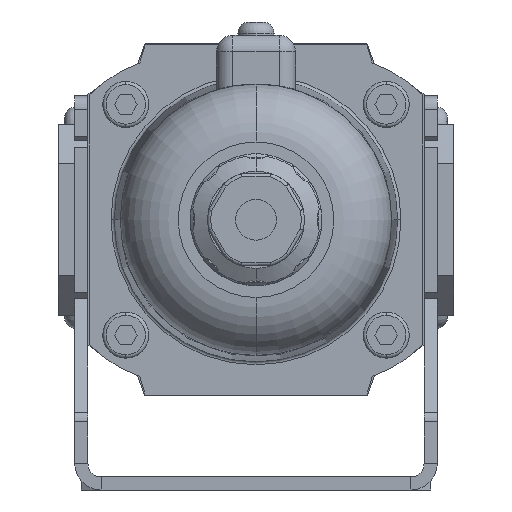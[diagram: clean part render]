
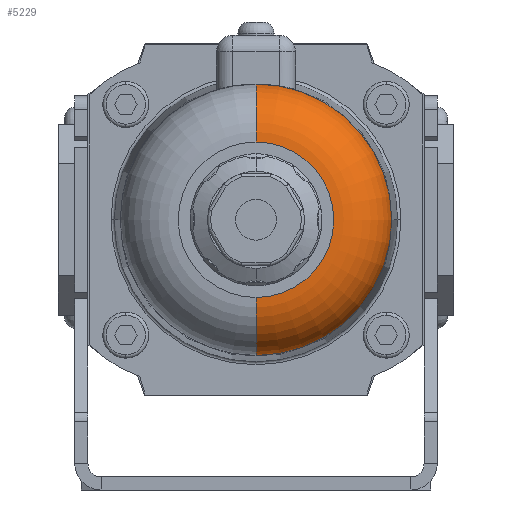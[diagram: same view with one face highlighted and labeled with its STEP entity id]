
A CAD part, front view. The second image highlights one B-rep face of the part: STEP entity #5229.
In plain terms, the highlighted toroidal (fillet/blend) face has major radius 11.794 mm and minor radius 8.8 mm.
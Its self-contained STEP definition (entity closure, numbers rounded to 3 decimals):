
#228 = DIRECTION ( 'NONE',  ( 0., 1., 0. ) ) ;
#299 = FACE_OUTER_BOUND ( 'NONE', #1890, .T. ) ;
#612 = VERTEX_POINT ( 'NONE', #8914 ) ;
#672 = AXIS2_PLACEMENT_3D ( 'NONE', #1227, #8066, #2238 ) ;
#1227 = CARTESIAN_POINT ( 'NONE',  ( 0., -112.2, -11.794 ) ) ;
#1532 = EDGE_CURVE ( 'NONE', #3896, #9357, #2703, .T. ) ;
#1890 = EDGE_LOOP ( 'NONE', ( #10837, #1950, #4710, #7942, #12090 ) ) ;
#1950 = ORIENTED_EDGE ( 'NONE', *, *, #2663, .T. ) ;
#2238 = DIRECTION ( 'NONE',  ( 0., 0., 1. ) ) ;
#2600 = TOROIDAL_SURFACE ( 'NONE', #7087, 11.794, 8.8 ) ;
#2663 = EDGE_CURVE ( 'NONE', #4202, #612, #11846, .T. ) ;
#2703 = CIRCLE ( 'NONE', #3779, 20.593 ) ;
#3169 = DIRECTION ( 'NONE',  ( 0., -1., 0. ) ) ;
#3390 = DIRECTION ( 'NONE',  ( 0., -1., 0. ) ) ;
#3520 = CIRCLE ( 'NONE', #672, 8.8 ) ;
#3779 = AXIS2_PLACEMENT_3D ( 'NONE', #6090, #228, #7080 ) ;
#3896 = VERTEX_POINT ( 'NONE', #4752 ) ;
#3995 = CARTESIAN_POINT ( 'NONE',  ( 0., -112.2, 11.794 ) ) ;
#4157 = DIRECTION ( 'NONE',  ( 0., 0., -1. ) ) ;
#4202 = VERTEX_POINT ( 'NONE', #5123 ) ;
#4710 = ORIENTED_EDGE ( 'NONE', *, *, #12105, .F. ) ;
#4723 = EDGE_CURVE ( 'NONE', #4202, #3896, #7491, .T. ) ;
#4752 = CARTESIAN_POINT ( 'NONE',  ( 20.593, -112.305, 0. ) ) ;
#4980 = DIRECTION ( 'NONE',  ( 0., 0., -1. ) ) ;
#5123 = CARTESIAN_POINT ( 'NONE',  ( 0., -112.305, 20.593 ) ) ;
#5229 = ADVANCED_FACE ( 'NONE', ( #299 ), #2600, .T. ) ;
#5335 = CARTESIAN_POINT ( 'NONE',  ( 0., -112.305, 0. ) ) ;
#5558 = EDGE_CURVE ( 'NONE', #9357, #8996, #3520, .T. ) ;
#6090 = CARTESIAN_POINT ( 'NONE',  ( 0., -112.305, 0. ) ) ;
#6305 = DIRECTION ( 'NONE',  ( -1., 0., 0. ) ) ;
#6601 = CARTESIAN_POINT ( 'NONE',  ( 0., -121., -11.794 ) ) ;
#6716 = AXIS2_PLACEMENT_3D ( 'NONE', #3995, #10757, #4980 ) ;
#7040 = AXIS2_PLACEMENT_3D ( 'NONE', #9186, #3390, #10172 ) ;
#7080 = DIRECTION ( 'NONE',  ( -1., 0., 0. ) ) ;
#7087 = AXIS2_PLACEMENT_3D ( 'NONE', #8957, #3169, #4157 ) ;
#7491 = CIRCLE ( 'NONE', #8207, 20.593 ) ;
#7942 = ORIENTED_EDGE ( 'NONE', *, *, #5558, .F. ) ;
#8066 = DIRECTION ( 'NONE',  ( -1., 0., 0. ) ) ;
#8207 = AXIS2_PLACEMENT_3D ( 'NONE', #5335, #12084, #6305 ) ;
#8914 = CARTESIAN_POINT ( 'NONE',  ( 0., -121., 11.794 ) ) ;
#8957 = CARTESIAN_POINT ( 'NONE',  ( 0., -112.2, 0. ) ) ;
#8996 = VERTEX_POINT ( 'NONE', #6601 ) ;
#9186 = CARTESIAN_POINT ( 'NONE',  ( 0., -121., 0. ) ) ;
#9357 = VERTEX_POINT ( 'NONE', #12088 ) ;
#10172 = DIRECTION ( 'NONE',  ( 0., 0., -1. ) ) ;
#10757 = DIRECTION ( 'NONE',  ( 1., 0., 0. ) ) ;
#10837 = ORIENTED_EDGE ( 'NONE', *, *, #4723, .F. ) ;
#11017 = CIRCLE ( 'NONE', #7040, 11.794 ) ;
#11846 = CIRCLE ( 'NONE', #6716, 8.8 ) ;
#12084 = DIRECTION ( 'NONE',  ( 0., 1., 0. ) ) ;
#12088 = CARTESIAN_POINT ( 'NONE',  ( 0., -112.305, -20.593 ) ) ;
#12090 = ORIENTED_EDGE ( 'NONE', *, *, #1532, .F. ) ;
#12105 = EDGE_CURVE ( 'NONE', #8996, #612, #11017, .T. ) ;
